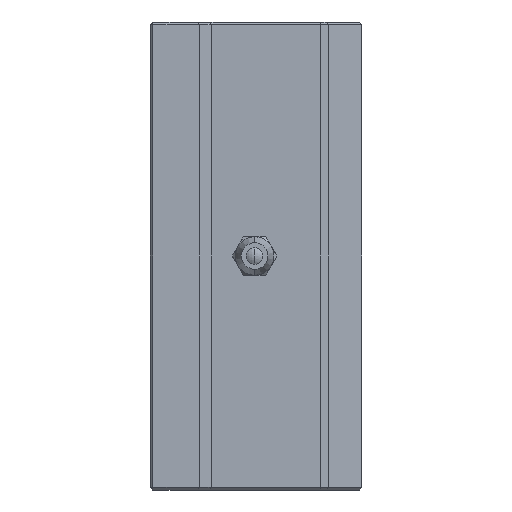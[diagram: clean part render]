
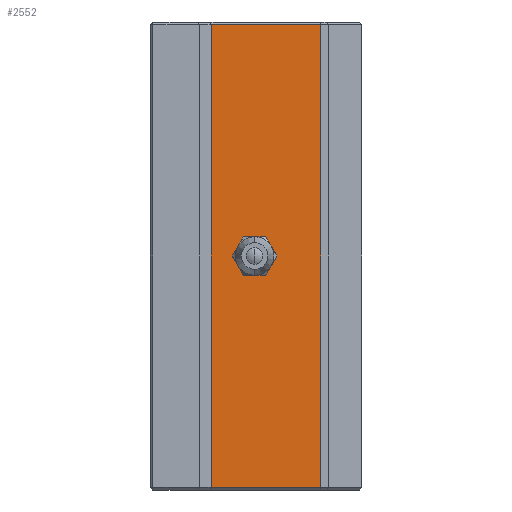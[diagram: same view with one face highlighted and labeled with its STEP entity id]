
A CAD part, left-side view. The second image highlights one B-rep face of the part: STEP entity #2552.
In plain terms, the highlighted planar face has unit normal (-1, 0, 0).
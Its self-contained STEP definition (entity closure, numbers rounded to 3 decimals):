
#26 = LINE ( 'NONE', #1069, #527 ) ;
#52 = CARTESIAN_POINT ( 'NONE',  ( -22.9, 7.9, -42. ) ) ;
#58 = ORIENTED_EDGE ( 'NONE', *, *, #2554, .T. ) ;
#70 = ORIENTED_EDGE ( 'NONE', *, *, #3520, .F. ) ;
#89 = CARTESIAN_POINT ( 'NONE',  ( -22.9, 0., -2.5 ) ) ;
#151 = FACE_OUTER_BOUND ( 'NONE', #2391, .T. ) ;
#169 = EDGE_CURVE ( 'NONE', #2876, #1680, #3053, .T. ) ;
#187 = VERTEX_POINT ( 'NONE', #1962 ) ;
#286 = DIRECTION ( 'NONE',  ( 0., 0., 1. ) ) ;
#294 = DIRECTION ( 'NONE',  ( 0., 0., 1. ) ) ;
#513 = EDGE_CURVE ( 'NONE', #187, #2876, #2666, .T. ) ;
#527 = VECTOR ( 'NONE', #286, 1000. ) ;
#647 = VERTEX_POINT ( 'NONE', #89 ) ;
#726 = ORIENTED_EDGE ( 'NONE', *, *, #169, .T. ) ;
#823 = DIRECTION ( 'NONE',  ( 0., -1., 0. ) ) ;
#856 = FACE_BOUND ( 'NONE', #3556, .T. ) ;
#876 = ORIENTED_EDGE ( 'NONE', *, *, #3145, .F. ) ;
#886 = CIRCLE ( 'NONE', #892, 2.5 ) ;
#892 = AXIS2_PLACEMENT_3D ( 'NONE', #1096, #3032, #1389 ) ;
#1069 = CARTESIAN_POINT ( 'NONE',  ( -22.9, -12., 42.5 ) ) ;
#1096 = CARTESIAN_POINT ( 'NONE',  ( -22.9, 0., 0. ) ) ;
#1314 = VERTEX_POINT ( 'NONE', #2771 ) ;
#1389 = DIRECTION ( 'NONE',  ( 0., 0., 1. ) ) ;
#1570 = AXIS2_PLACEMENT_3D ( 'NONE', #3296, #3567, #1939 ) ;
#1582 = EDGE_CURVE ( 'NONE', #2265, #187, #26, .T. ) ;
#1606 = VECTOR ( 'NONE', #1764, 1000. ) ;
#1680 = VERTEX_POINT ( 'NONE', #52 ) ;
#1683 = PLANE ( 'NONE',  #1570 ) ;
#1692 = CARTESIAN_POINT ( 'NONE',  ( -22.9, 7.9, 42.5 ) ) ;
#1764 = DIRECTION ( 'NONE',  ( 0., 0., -1. ) ) ;
#1939 = DIRECTION ( 'NONE',  ( 0., 1., 0. ) ) ;
#1962 = CARTESIAN_POINT ( 'NONE',  ( -22.9, -12., 42. ) ) ;
#1981 = DIRECTION ( 'NONE',  ( 0., 1., 0. ) ) ;
#1988 = ORIENTED_EDGE ( 'NONE', *, *, #513, .T. ) ;
#2009 = DIRECTION ( 'NONE',  ( -1., 0., 0. ) ) ;
#2265 = VERTEX_POINT ( 'NONE', #2341 ) ;
#2289 = CARTESIAN_POINT ( 'NONE',  ( -22.9, 7.9, 42. ) ) ;
#2341 = CARTESIAN_POINT ( 'NONE',  ( -22.9, -12., -42. ) ) ;
#2382 = CIRCLE ( 'NONE', #2525, 2.5 ) ;
#2391 = EDGE_LOOP ( 'NONE', ( #726, #58, #2807, #1988 ) ) ;
#2413 = CARTESIAN_POINT ( 'NONE',  ( -22.9, 7.9, 42. ) ) ;
#2498 = CARTESIAN_POINT ( 'NONE',  ( -22.9, -12., -42. ) ) ;
#2525 = AXIS2_PLACEMENT_3D ( 'NONE', #3632, #2009, #294 ) ;
#2552 = ADVANCED_FACE ( 'NONE', ( #856, #151 ), #1683, .F. ) ;
#2554 = EDGE_CURVE ( 'NONE', #1680, #2265, #2992, .T. ) ;
#2666 = LINE ( 'NONE', #2289, #3305 ) ;
#2771 = CARTESIAN_POINT ( 'NONE',  ( -22.9, 0., 2.5 ) ) ;
#2807 = ORIENTED_EDGE ( 'NONE', *, *, #1582, .T. ) ;
#2876 = VERTEX_POINT ( 'NONE', #2413 ) ;
#2992 = LINE ( 'NONE', #2498, #3067 ) ;
#3032 = DIRECTION ( 'NONE',  ( -1., 0., 0. ) ) ;
#3053 = LINE ( 'NONE', #1692, #1606 ) ;
#3067 = VECTOR ( 'NONE', #823, 1000. ) ;
#3145 = EDGE_CURVE ( 'NONE', #647, #1314, #2382, .T. ) ;
#3296 = CARTESIAN_POINT ( 'NONE',  ( -22.9, 7.9, 42.5 ) ) ;
#3305 = VECTOR ( 'NONE', #1981, 1000. ) ;
#3520 = EDGE_CURVE ( 'NONE', #1314, #647, #886, .T. ) ;
#3556 = EDGE_LOOP ( 'NONE', ( #70, #876 ) ) ;
#3567 = DIRECTION ( 'NONE',  ( 1., 0., 0. ) ) ;
#3632 = CARTESIAN_POINT ( 'NONE',  ( -22.9, 0., 0. ) ) ;
